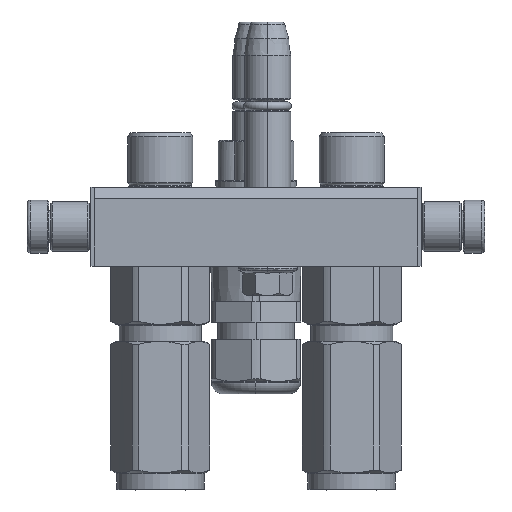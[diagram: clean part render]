
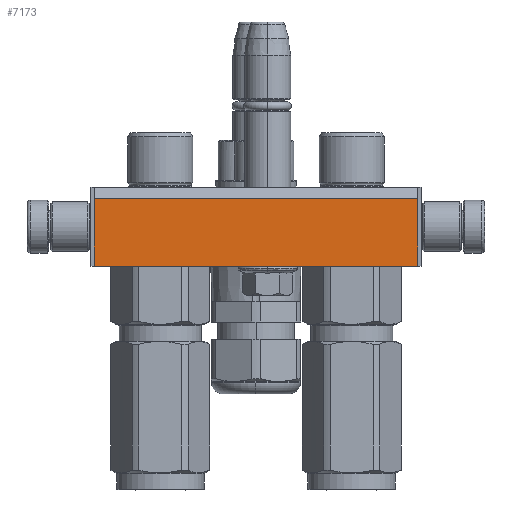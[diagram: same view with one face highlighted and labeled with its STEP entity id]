
A CAD part, left-side view. The second image highlights one B-rep face of the part: STEP entity #7173.
In plain terms, the highlighted face is planar.
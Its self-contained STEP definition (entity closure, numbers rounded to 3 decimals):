
#791 = EDGE_LOOP ( 'NONE', ( #35358, #37175, #20361, #31008 ) ) ;
#1481 = EDGE_CURVE ( 'NONE', #46774, #3615, #3500, .T. ) ;
#2098 = EDGE_CURVE ( 'NONE', #22796, #3615, #14391, .T. ) ;
#3500 = LINE ( 'NONE', #18763, #12620 ) ;
#3615 = VERTEX_POINT ( 'NONE', #11091 ) ;
#3767 = LINE ( 'NONE', #20214, #14694 ) ;
#4642 = EDGE_CURVE ( 'NONE', #36099, #22796, #3767, .T. ) ;
#6850 = DIRECTION ( 'NONE',  ( 0., 1., 0. ) ) ;
#6856 = LINE ( 'NONE', #38374, #31187 ) ;
#7173 = ADVANCED_FACE ( 'NONE', ( #42559 ), #35051, .T. ) ;
#7486 = AXIS2_PLACEMENT_3D ( 'NONE', #34557, #50055, #30799 ) ;
#10739 = VECTOR ( 'NONE', #17574, 1000. ) ;
#11091 = CARTESIAN_POINT ( 'NONE',  ( 78., 24., 24. ) ) ;
#12620 = VECTOR ( 'NONE', #6850, 1000. ) ;
#14391 = LINE ( 'NONE', #33032, #10739 ) ;
#14694 = VECTOR ( 'NONE', #35665, 1000. ) ;
#17574 = DIRECTION ( 'NONE',  ( 1., 0., 0. ) ) ;
#18763 = CARTESIAN_POINT ( 'NONE',  ( 78., 3.464, 24. ) ) ;
#19814 = EDGE_CURVE ( 'NONE', #36099, #46774, #6856, .T. ) ;
#20214 = CARTESIAN_POINT ( 'NONE',  ( -20., 3.464, 24. ) ) ;
#20361 = ORIENTED_EDGE ( 'NONE', *, *, #19814, .T. ) ;
#21325 = CARTESIAN_POINT ( 'NONE',  ( 78., 3.464, 24. ) ) ;
#22796 = VERTEX_POINT ( 'NONE', #49226 ) ;
#26955 = DIRECTION ( 'NONE',  ( 1., 0., 0. ) ) ;
#30799 = DIRECTION ( 'NONE',  ( 1., 0., 0. ) ) ;
#31008 = ORIENTED_EDGE ( 'NONE', *, *, #1481, .T. ) ;
#31187 = VECTOR ( 'NONE', #26955, 1000. ) ;
#33032 = CARTESIAN_POINT ( 'NONE',  ( -20., 24., 24. ) ) ;
#34557 = CARTESIAN_POINT ( 'NONE',  ( -21., 0., 24. ) ) ;
#35051 = PLANE ( 'NONE',  #7486 ) ;
#35358 = ORIENTED_EDGE ( 'NONE', *, *, #2098, .F. ) ;
#35665 = DIRECTION ( 'NONE',  ( 0., 1., 0. ) ) ;
#36099 = VERTEX_POINT ( 'NONE', #39511 ) ;
#37175 = ORIENTED_EDGE ( 'NONE', *, *, #4642, .F. ) ;
#38374 = CARTESIAN_POINT ( 'NONE',  ( -20., 3.464, 24. ) ) ;
#39511 = CARTESIAN_POINT ( 'NONE',  ( -20., 3.464, 24. ) ) ;
#42559 = FACE_OUTER_BOUND ( 'NONE', #791, .T. ) ;
#46774 = VERTEX_POINT ( 'NONE', #21325 ) ;
#49226 = CARTESIAN_POINT ( 'NONE',  ( -20., 24., 24. ) ) ;
#50055 = DIRECTION ( 'NONE',  ( 0., 0., 1. ) ) ;
